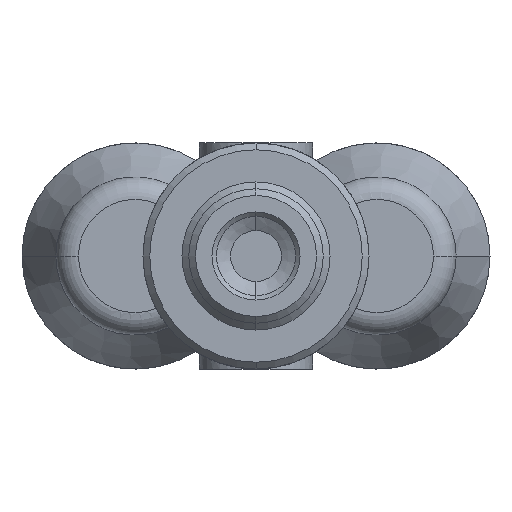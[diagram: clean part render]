
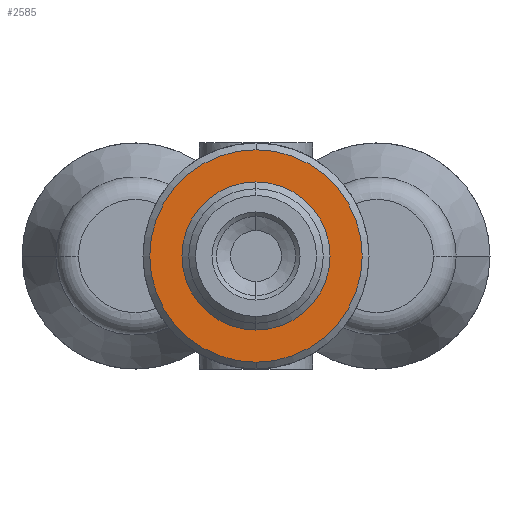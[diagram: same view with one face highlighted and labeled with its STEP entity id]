
A CAD part, front view. The second image highlights one B-rep face of the part: STEP entity #2585.
In plain terms, the highlighted planar face has unit normal (0, -1, 0).
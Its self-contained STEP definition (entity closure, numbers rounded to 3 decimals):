
#157 = PLANE ( 'NONE',  #3368 ) ;
#158 = CARTESIAN_POINT ( 'NONE',  ( 3.275, -15.5, 0. ) ) ;
#159 = DIRECTION ( 'NONE',  ( 0., -1., 0. ) ) ;
#160 = DIRECTION ( 'NONE',  ( 0., 0., -1. ) ) ;
#643 = FACE_BOUND ( 'NONE', #1144, .T. ) ;
#644 = FACE_OUTER_BOUND ( 'NONE', #1145, .T. ) ;
#897 = VERTEX_POINT ( 'NONE', #2400 ) ;
#898 = VERTEX_POINT ( 'NONE', #2401 ) ;
#947 = VERTEX_POINT ( 'NONE', #2812 ) ;
#948 = VERTEX_POINT ( 'NONE', #2813 ) ;
#1025 = ORIENTED_EDGE ( 'NONE', *, *, #2533, .F. ) ;
#1029 = ORIENTED_EDGE ( 'NONE', *, *, #2653, .F. ) ;
#1032 = ORIENTED_EDGE ( 'NONE', *, *, #2527, .F. ) ;
#1033 = ORIENTED_EDGE ( 'NONE', *, *, #2534, .F. ) ;
#1144 = EDGE_LOOP ( 'NONE', ( #1025, #1032 ) ) ;
#1145 = EDGE_LOOP ( 'NONE', ( #1029, #1033 ) ) ;
#1578 = CIRCLE ( 'NONE', #1581, 4.7 ) ;
#1581 = AXIS2_PLACEMENT_3D ( 'NONE', #1629, #1630, #1631 ) ;
#1629 = CARTESIAN_POINT ( 'NONE',  ( 0., -15.5, 0. ) ) ;
#1630 = DIRECTION ( 'NONE',  ( 0., 1., 0. ) ) ;
#1631 = DIRECTION ( 'NONE',  ( 0., 0., 1. ) ) ;
#2400 = CARTESIAN_POINT ( 'NONE',  ( 0., -15.5, 4.7 ) ) ;
#2401 = CARTESIAN_POINT ( 'NONE',  ( 0., -15.5, -4.7 ) ) ;
#2527 = EDGE_CURVE ( 'NONE', #947, #948, #3156, .T. ) ;
#2533 = EDGE_CURVE ( 'NONE', #948, #947, #3162, .T. ) ;
#2534 = EDGE_CURVE ( 'NONE', #898, #897, #3164, .T. ) ;
#2585 = ADVANCED_FACE ( 'NONE', ( #643, #644 ), #157, .T. ) ;
#2653 = EDGE_CURVE ( 'NONE', #897, #898, #1578, .T. ) ;
#2812 = CARTESIAN_POINT ( 'NONE',  ( 0., -15.5, -3.275 ) ) ;
#2813 = CARTESIAN_POINT ( 'NONE',  ( 0., -15.5, 3.275 ) ) ;
#3156 = CIRCLE ( 'NONE', #3158, 3.275 ) ;
#3158 = AXIS2_PLACEMENT_3D ( 'NONE', #3185, #3186, #3187 ) ;
#3162 = CIRCLE ( 'NONE', #3169, 3.275 ) ;
#3164 = CIRCLE ( 'NONE', #3171, 4.7 ) ;
#3169 = AXIS2_PLACEMENT_3D ( 'NONE', #3202, #3203, #3204 ) ;
#3171 = AXIS2_PLACEMENT_3D ( 'NONE', #3205, #3206, #3207 ) ;
#3185 = CARTESIAN_POINT ( 'NONE',  ( 0., -15.5, 0. ) ) ;
#3186 = DIRECTION ( 'NONE',  ( 0., -1., 0. ) ) ;
#3187 = DIRECTION ( 'NONE',  ( 0., 0., -1. ) ) ;
#3202 = CARTESIAN_POINT ( 'NONE',  ( 0., -15.5, 0. ) ) ;
#3203 = DIRECTION ( 'NONE',  ( 0., -1., 0. ) ) ;
#3204 = DIRECTION ( 'NONE',  ( 0., 0., -1. ) ) ;
#3205 = CARTESIAN_POINT ( 'NONE',  ( 0., -15.5, 0. ) ) ;
#3206 = DIRECTION ( 'NONE',  ( 0., 1., 0. ) ) ;
#3207 = DIRECTION ( 'NONE',  ( 0., 0., 1. ) ) ;
#3368 = AXIS2_PLACEMENT_3D ( 'NONE', #158, #159, #160 ) ;
